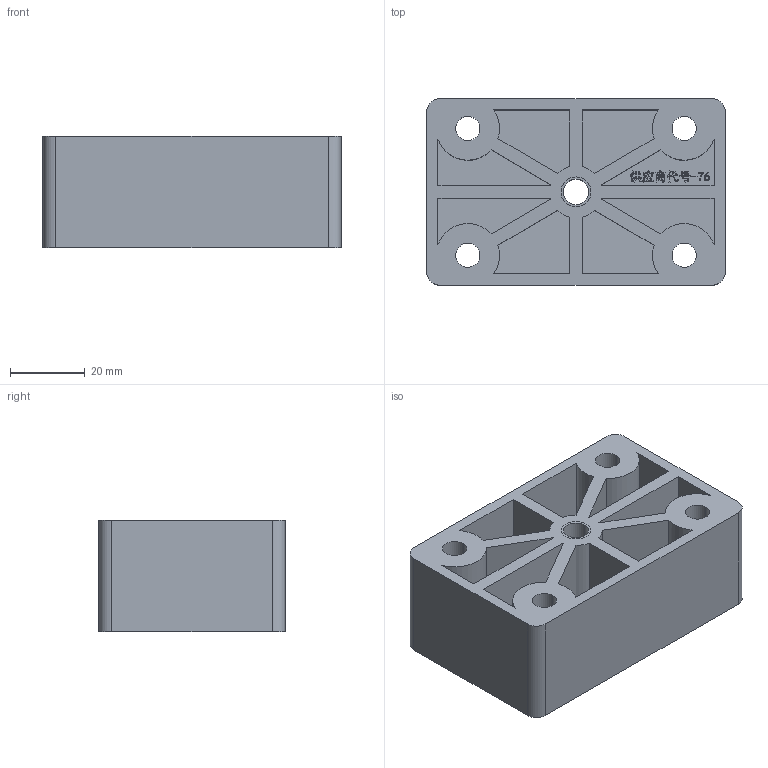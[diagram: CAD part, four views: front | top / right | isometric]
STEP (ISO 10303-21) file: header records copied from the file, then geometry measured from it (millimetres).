
FILE_DESCRIPTION((''),'2;1');
FILE_NAME('JS36DR-1469','2021-01-06T16:28:34',('sa'),('捷昌驱动'),'CREO PARAMETRIC BY PTC INC, 2018100','CREO PARAMETRIC BY PTC INC, 2018100','');
FILE_SCHEMA(('CONFIG_CONTROL_DESIGN'));
Length unit declared in the file: millimetre
Products named in the file (1): JS36DR-1469
Bounding box: 80 x 50 x 30 mm (x, y, z)
Volume: 59087.7 mm3; surface area: 36540.2 mm2
Topology: 1 solids, 2 shells, 352 faces, 949 edges, 634 vertices
Faces by surface type: extrusion 160, plane 152, cylinder 40
Entity records: 11700 total; most frequent: CARTESIAN_POINT 3323, ORIENTED_EDGE 1894, DIRECTION 1259, EDGE_CURVE 949, VECTOR 705, VERTEX_POINT 634, LINE 545, B_SPLINE_CURVE_WITH_KNOTS 480
